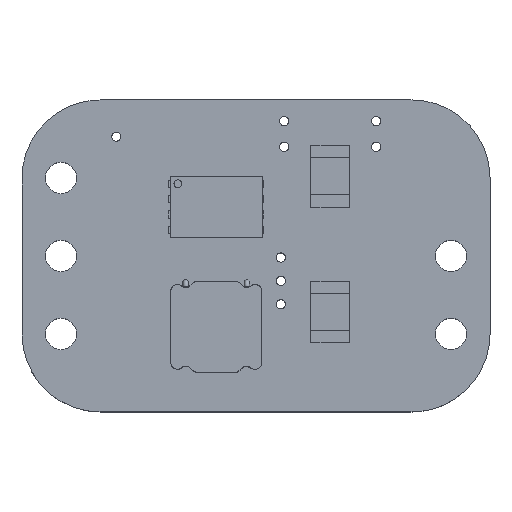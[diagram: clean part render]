
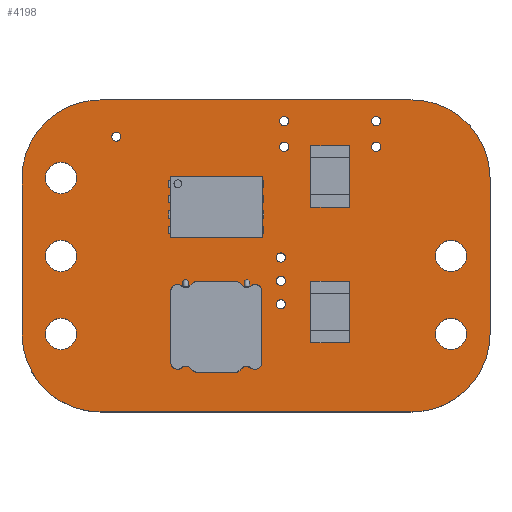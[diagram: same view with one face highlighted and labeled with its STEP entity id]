
A CAD part, top view. The second image highlights one B-rep face of the part: STEP entity #4198.
In plain terms, the highlighted planar face has unit normal (0, 0, 1).
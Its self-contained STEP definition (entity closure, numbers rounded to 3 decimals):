
#325=FACE_BOUND('',#745,.T.);
#326=FACE_BOUND('',#746,.T.);
#327=FACE_BOUND('',#747,.T.);
#328=FACE_BOUND('',#748,.T.);
#329=FACE_BOUND('',#749,.T.);
#330=FACE_BOUND('',#750,.T.);
#331=FACE_BOUND('',#751,.T.);
#332=FACE_BOUND('',#752,.T.);
#333=FACE_BOUND('',#753,.T.);
#334=FACE_BOUND('',#754,.T.);
#335=FACE_BOUND('',#755,.T.);
#336=FACE_BOUND('',#756,.T.);
#337=FACE_BOUND('',#757,.T.);
#338=FACE_BOUND('',#758,.T.);
#339=FACE_BOUND('',#759,.T.);
#340=FACE_BOUND('',#760,.T.);
#341=FACE_BOUND('',#761,.T.);
#369=PLANE('',#4625);
#498=FACE_OUTER_BOUND('',#744,.T.);
#744=EDGE_LOOP('',(#2967,#2968,#2969,#2970,#2971,#2972,#2973,#2974,#2975,
#2976,#2977));
#745=EDGE_LOOP('',(#2978));
#746=EDGE_LOOP('',(#2979));
#747=EDGE_LOOP('',(#2980));
#748=EDGE_LOOP('',(#2981));
#749=EDGE_LOOP('',(#2982));
#750=EDGE_LOOP('',(#2983));
#751=EDGE_LOOP('',(#2984));
#752=EDGE_LOOP('',(#2985));
#753=EDGE_LOOP('',(#2986));
#754=EDGE_LOOP('',(#2987));
#755=EDGE_LOOP('',(#2988));
#756=EDGE_LOOP('',(#2989));
#757=EDGE_LOOP('',(#2990));
#758=EDGE_LOOP('',(#2991));
#759=EDGE_LOOP('',(#2992));
#760=EDGE_LOOP('',(#2993));
#761=EDGE_LOOP('',(#2994));
#1019=LINE('',#6634,#1270);
#1022=LINE('',#6640,#1273);
#1026=LINE('',#6652,#1277);
#1029=LINE('',#6658,#1280);
#1033=LINE('',#6670,#1284);
#1036=LINE('',#6676,#1287);
#1040=LINE('',#6686,#1291);
#1270=VECTOR('',#5258,10.);
#1273=VECTOR('',#5263,10.);
#1277=VECTOR('',#5275,10.);
#1280=VECTOR('',#5280,10.);
#1284=VECTOR('',#5292,10.);
#1287=VECTOR('',#5297,10.);
#1291=VECTOR('',#5309,10.);
#1502=CIRCLE('',#4557,0.508);
#1504=CIRCLE('',#4560,0.15);
#1506=CIRCLE('',#4563,0.15);
#1508=CIRCLE('',#4566,0.15);
#1510=CIRCLE('',#4569,0.508);
#1512=CIRCLE('',#4572,0.15);
#1514=CIRCLE('',#4575,0.15);
#1516=CIRCLE('',#4578,0.508);
#1518=CIRCLE('',#4581,0.15);
#1520=CIRCLE('',#4584,0.508);
#1522=CIRCLE('',#4587,0.15);
#1524=CIRCLE('',#4590,0.15);
#1526=CIRCLE('',#4593,0.15);
#1528=CIRCLE('',#4596,0.508);
#1530=CIRCLE('',#4599,0.15);
#1532=CIRCLE('',#4602,0.15);
#1534=CIRCLE('',#4605,0.15);
#1536=CIRCLE('',#4608,2.54);
#1538=CIRCLE('',#4613,2.54);
#1540=CIRCLE('',#4618,2.54);
#1542=CIRCLE('',#4623,2.54);
#1808=VERTEX_POINT('',#6522);
#1810=VERTEX_POINT('',#6528);
#1812=VERTEX_POINT('',#6534);
#1814=VERTEX_POINT('',#6540);
#1816=VERTEX_POINT('',#6546);
#1818=VERTEX_POINT('',#6552);
#1820=VERTEX_POINT('',#6558);
#1822=VERTEX_POINT('',#6564);
#1824=VERTEX_POINT('',#6570);
#1826=VERTEX_POINT('',#6576);
#1828=VERTEX_POINT('',#6582);
#1830=VERTEX_POINT('',#6588);
#1832=VERTEX_POINT('',#6594);
#1834=VERTEX_POINT('',#6600);
#1836=VERTEX_POINT('',#6606);
#1838=VERTEX_POINT('',#6612);
#1840=VERTEX_POINT('',#6618);
#1843=VERTEX_POINT('',#6625);
#1844=VERTEX_POINT('',#6627);
#1846=VERTEX_POINT('',#6633);
#1848=VERTEX_POINT('',#6639);
#1850=VERTEX_POINT('',#6645);
#1852=VERTEX_POINT('',#6651);
#1854=VERTEX_POINT('',#6657);
#1856=VERTEX_POINT('',#6663);
#1858=VERTEX_POINT('',#6669);
#1860=VERTEX_POINT('',#6675);
#1862=VERTEX_POINT('',#6681);
#2227=EDGE_CURVE('',#1808,#1808,#1502,.T.);
#2230=EDGE_CURVE('',#1810,#1810,#1504,.T.);
#2233=EDGE_CURVE('',#1812,#1812,#1506,.T.);
#2236=EDGE_CURVE('',#1814,#1814,#1508,.T.);
#2239=EDGE_CURVE('',#1816,#1816,#1510,.T.);
#2242=EDGE_CURVE('',#1818,#1818,#1512,.T.);
#2245=EDGE_CURVE('',#1820,#1820,#1514,.T.);
#2248=EDGE_CURVE('',#1822,#1822,#1516,.T.);
#2251=EDGE_CURVE('',#1824,#1824,#1518,.T.);
#2254=EDGE_CURVE('',#1826,#1826,#1520,.T.);
#2257=EDGE_CURVE('',#1828,#1828,#1522,.T.);
#2260=EDGE_CURVE('',#1830,#1830,#1524,.T.);
#2263=EDGE_CURVE('',#1832,#1832,#1526,.T.);
#2266=EDGE_CURVE('',#1834,#1834,#1528,.T.);
#2269=EDGE_CURVE('',#1836,#1836,#1530,.T.);
#2272=EDGE_CURVE('',#1838,#1838,#1532,.T.);
#2275=EDGE_CURVE('',#1840,#1840,#1534,.T.);
#2278=EDGE_CURVE('',#1844,#1843,#1536,.T.);
#2281=EDGE_CURVE('',#1846,#1844,#1019,.T.);
#2284=EDGE_CURVE('',#1848,#1846,#1022,.T.);
#2287=EDGE_CURVE('',#1850,#1848,#1538,.T.);
#2290=EDGE_CURVE('',#1852,#1850,#1026,.T.);
#2293=EDGE_CURVE('',#1854,#1852,#1029,.T.);
#2296=EDGE_CURVE('',#1856,#1854,#1540,.T.);
#2299=EDGE_CURVE('',#1858,#1856,#1033,.T.);
#2302=EDGE_CURVE('',#1860,#1858,#1036,.T.);
#2305=EDGE_CURVE('',#1862,#1860,#1542,.T.);
#2308=EDGE_CURVE('',#1843,#1862,#1040,.T.);
#2967=ORIENTED_EDGE('',*,*,#2308,.T.);
#2968=ORIENTED_EDGE('',*,*,#2305,.T.);
#2969=ORIENTED_EDGE('',*,*,#2302,.T.);
#2970=ORIENTED_EDGE('',*,*,#2299,.T.);
#2971=ORIENTED_EDGE('',*,*,#2296,.T.);
#2972=ORIENTED_EDGE('',*,*,#2293,.T.);
#2973=ORIENTED_EDGE('',*,*,#2290,.T.);
#2974=ORIENTED_EDGE('',*,*,#2287,.T.);
#2975=ORIENTED_EDGE('',*,*,#2284,.T.);
#2976=ORIENTED_EDGE('',*,*,#2281,.T.);
#2977=ORIENTED_EDGE('',*,*,#2278,.T.);
#2978=ORIENTED_EDGE('',*,*,#2227,.T.);
#2979=ORIENTED_EDGE('',*,*,#2230,.T.);
#2980=ORIENTED_EDGE('',*,*,#2233,.T.);
#2981=ORIENTED_EDGE('',*,*,#2236,.T.);
#2982=ORIENTED_EDGE('',*,*,#2239,.T.);
#2983=ORIENTED_EDGE('',*,*,#2242,.T.);
#2984=ORIENTED_EDGE('',*,*,#2245,.T.);
#2985=ORIENTED_EDGE('',*,*,#2248,.T.);
#2986=ORIENTED_EDGE('',*,*,#2251,.T.);
#2987=ORIENTED_EDGE('',*,*,#2254,.T.);
#2988=ORIENTED_EDGE('',*,*,#2257,.T.);
#2989=ORIENTED_EDGE('',*,*,#2260,.T.);
#2990=ORIENTED_EDGE('',*,*,#2263,.T.);
#2991=ORIENTED_EDGE('',*,*,#2266,.T.);
#2992=ORIENTED_EDGE('',*,*,#2269,.T.);
#2993=ORIENTED_EDGE('',*,*,#2272,.T.);
#2994=ORIENTED_EDGE('',*,*,#2275,.T.);
#4198=ADVANCED_FACE('',(#498,#325,#326,#327,#328,#329,#330,#331,#332,#333,
#334,#335,#336,#337,#338,#339,#340,#341),#369,.T.);
#4557=AXIS2_PLACEMENT_3D('',#6524,#5133,#5134);
#4560=AXIS2_PLACEMENT_3D('',#6530,#5140,#5141);
#4563=AXIS2_PLACEMENT_3D('',#6536,#5147,#5148);
#4566=AXIS2_PLACEMENT_3D('',#6542,#5154,#5155);
#4569=AXIS2_PLACEMENT_3D('',#6548,#5161,#5162);
#4572=AXIS2_PLACEMENT_3D('',#6554,#5168,#5169);
#4575=AXIS2_PLACEMENT_3D('',#6560,#5175,#5176);
#4578=AXIS2_PLACEMENT_3D('',#6566,#5182,#5183);
#4581=AXIS2_PLACEMENT_3D('',#6572,#5189,#5190);
#4584=AXIS2_PLACEMENT_3D('',#6578,#5196,#5197);
#4587=AXIS2_PLACEMENT_3D('',#6584,#5203,#5204);
#4590=AXIS2_PLACEMENT_3D('',#6590,#5210,#5211);
#4593=AXIS2_PLACEMENT_3D('',#6596,#5217,#5218);
#4596=AXIS2_PLACEMENT_3D('',#6602,#5224,#5225);
#4599=AXIS2_PLACEMENT_3D('',#6608,#5231,#5232);
#4602=AXIS2_PLACEMENT_3D('',#6614,#5238,#5239);
#4605=AXIS2_PLACEMENT_3D('',#6620,#5245,#5246);
#4608=AXIS2_PLACEMENT_3D('',#6628,#5252,#5253);
#4613=AXIS2_PLACEMENT_3D('',#6646,#5269,#5270);
#4618=AXIS2_PLACEMENT_3D('',#6664,#5286,#5287);
#4623=AXIS2_PLACEMENT_3D('',#6682,#5303,#5304);
#4625=AXIS2_PLACEMENT_3D('',#6687,#5310,#5311);
#5133=DIRECTION('center_axis',(0.,0.,-1.));
#5134=DIRECTION('ref_axis',(1.,0.,0.));
#5140=DIRECTION('center_axis',(0.,0.,-1.));
#5141=DIRECTION('ref_axis',(1.,0.,0.));
#5147=DIRECTION('center_axis',(0.,0.,-1.));
#5148=DIRECTION('ref_axis',(1.,0.,0.));
#5154=DIRECTION('center_axis',(0.,0.,-1.));
#5155=DIRECTION('ref_axis',(1.,0.,0.));
#5161=DIRECTION('center_axis',(0.,0.,-1.));
#5162=DIRECTION('ref_axis',(1.,0.,0.));
#5168=DIRECTION('center_axis',(0.,0.,-1.));
#5169=DIRECTION('ref_axis',(1.,0.,0.));
#5175=DIRECTION('center_axis',(0.,0.,-1.));
#5176=DIRECTION('ref_axis',(1.,0.,0.));
#5182=DIRECTION('center_axis',(0.,0.,-1.));
#5183=DIRECTION('ref_axis',(1.,0.,0.));
#5189=DIRECTION('center_axis',(0.,0.,-1.));
#5190=DIRECTION('ref_axis',(1.,0.,0.));
#5196=DIRECTION('center_axis',(0.,0.,-1.));
#5197=DIRECTION('ref_axis',(1.,0.,0.));
#5203=DIRECTION('center_axis',(0.,0.,-1.));
#5204=DIRECTION('ref_axis',(1.,0.,0.));
#5210=DIRECTION('center_axis',(0.,0.,-1.));
#5211=DIRECTION('ref_axis',(1.,0.,0.));
#5217=DIRECTION('center_axis',(0.,0.,-1.));
#5218=DIRECTION('ref_axis',(1.,0.,0.));
#5224=DIRECTION('center_axis',(0.,0.,-1.));
#5225=DIRECTION('ref_axis',(1.,0.,0.));
#5231=DIRECTION('center_axis',(0.,0.,-1.));
#5232=DIRECTION('ref_axis',(1.,0.,0.));
#5238=DIRECTION('center_axis',(0.,0.,-1.));
#5239=DIRECTION('ref_axis',(1.,0.,0.));
#5245=DIRECTION('center_axis',(0.,0.,-1.));
#5246=DIRECTION('ref_axis',(1.,0.,0.));
#5252=DIRECTION('center_axis',(0.,0.,1.));
#5253=DIRECTION('ref_axis',(-0.087,0.996,0.));
#5258=DIRECTION('',(-0.999,-0.044,0.));
#5263=DIRECTION('',(-1.,0.,0.));
#5269=DIRECTION('center_axis',(0.,0.,1.));
#5270=DIRECTION('ref_axis',(0.996,0.087,0.));
#5275=DIRECTION('',(-0.044,0.999,0.));
#5280=DIRECTION('',(0.,1.,0.));
#5286=DIRECTION('center_axis',(0.,0.,1.));
#5287=DIRECTION('ref_axis',(0.087,-0.996,0.));
#5292=DIRECTION('',(0.999,0.044,0.));
#5297=DIRECTION('',(1.,0.,0.));
#5303=DIRECTION('center_axis',(0.,0.,1.));
#5304=DIRECTION('ref_axis',(-1.,0.,0.));
#5309=DIRECTION('',(0.,-1.,0.));
#5310=DIRECTION('center_axis',(0.,0.,1.));
#5311=DIRECTION('ref_axis',(1.,0.,0.));
#6522=CARTESIAN_POINT('',(13.462,0.,1.57));
#6524=CARTESIAN_POINT('Origin',(13.97,0.,1.57));
#6528=CARTESIAN_POINT('',(11.382,3.556,1.57));
#6530=CARTESIAN_POINT('Origin',(11.532,3.556,1.57));
#6534=CARTESIAN_POINT('',(5.641,2.083,1.57));
#6536=CARTESIAN_POINT('Origin',(5.791,2.083,1.57));
#6540=CARTESIAN_POINT('',(11.382,4.394,1.57));
#6542=CARTESIAN_POINT('Origin',(11.532,4.394,1.57));
#6546=CARTESIAN_POINT('',(0.762,-2.54,1.57));
#6548=CARTESIAN_POINT('Origin',(1.27,-2.54,1.57));
#6552=CARTESIAN_POINT('',(5.641,1.118,1.57));
#6554=CARTESIAN_POINT('Origin',(5.791,1.118,1.57));
#6558=CARTESIAN_POINT('',(8.283,-1.575,1.57));
#6560=CARTESIAN_POINT('Origin',(8.433,-1.575,1.57));
#6564=CARTESIAN_POINT('',(0.762,2.54,1.57));
#6566=CARTESIAN_POINT('Origin',(1.27,2.54,1.57));
#6570=CARTESIAN_POINT('',(8.384,4.394,1.57));
#6572=CARTESIAN_POINT('Origin',(8.534,4.394,1.57));
#6576=CARTESIAN_POINT('',(13.462,-2.54,1.57));
#6578=CARTESIAN_POINT('Origin',(13.97,-2.54,1.57));
#6582=CARTESIAN_POINT('',(2.923,3.886,1.57));
#6584=CARTESIAN_POINT('Origin',(3.073,3.886,1.57));
#6588=CARTESIAN_POINT('',(6.708,2.083,1.57));
#6590=CARTESIAN_POINT('Origin',(6.858,2.083,1.57));
#6594=CARTESIAN_POINT('',(8.384,3.556,1.57));
#6596=CARTESIAN_POINT('Origin',(8.534,3.556,1.57));
#6600=CARTESIAN_POINT('',(0.762,0.,1.57));
#6602=CARTESIAN_POINT('Origin',(1.27,0.,1.57));
#6606=CARTESIAN_POINT('',(8.283,-0.051,1.57));
#6608=CARTESIAN_POINT('Origin',(8.433,-0.051,1.57));
#6612=CARTESIAN_POINT('',(6.708,1.143,1.57));
#6614=CARTESIAN_POINT('Origin',(6.858,1.143,1.57));
#6618=CARTESIAN_POINT('',(8.283,-0.813,1.57));
#6620=CARTESIAN_POINT('Origin',(8.433,-0.813,1.57));
#6625=CARTESIAN_POINT('',(0.,2.54,1.57));
#6627=CARTESIAN_POINT('',(2.319,5.07,1.57));
#6628=CARTESIAN_POINT('Origin',(2.54,2.54,1.57));
#6633=CARTESIAN_POINT('',(2.54,5.08,1.57));
#6634=CARTESIAN_POINT('',(2.54,5.08,1.57));
#6639=CARTESIAN_POINT('',(12.7,5.08,1.57));
#6640=CARTESIAN_POINT('',(12.7,5.08,1.57));
#6645=CARTESIAN_POINT('',(15.23,2.761,1.57));
#6646=CARTESIAN_POINT('Origin',(12.7,2.54,1.57));
#6651=CARTESIAN_POINT('',(15.24,2.54,1.57));
#6652=CARTESIAN_POINT('',(15.24,2.54,1.57));
#6657=CARTESIAN_POINT('',(15.24,-2.54,1.57));
#6658=CARTESIAN_POINT('',(15.24,-2.54,1.57));
#6663=CARTESIAN_POINT('',(12.921,-5.07,1.57));
#6664=CARTESIAN_POINT('Origin',(12.7,-2.54,1.57));
#6669=CARTESIAN_POINT('',(12.7,-5.08,1.57));
#6670=CARTESIAN_POINT('',(12.7,-5.08,1.57));
#6675=CARTESIAN_POINT('',(2.54,-5.08,1.57));
#6676=CARTESIAN_POINT('',(2.54,-5.08,1.57));
#6681=CARTESIAN_POINT('',(0.,-2.54,1.57));
#6682=CARTESIAN_POINT('Origin',(2.54,-2.54,1.57));
#6686=CARTESIAN_POINT('',(0.,2.54,1.57));
#6687=CARTESIAN_POINT('Origin',(7.62,0.,
1.57));
